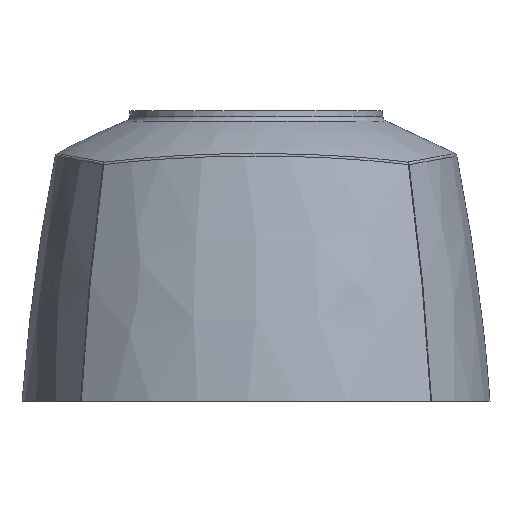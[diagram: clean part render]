
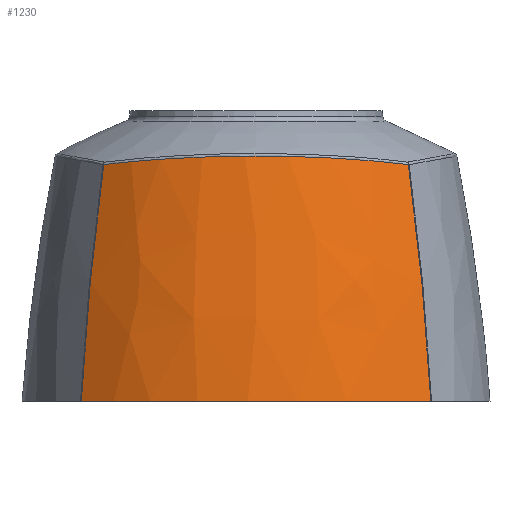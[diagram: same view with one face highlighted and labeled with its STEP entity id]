
A CAD part, front view. The second image highlights one B-rep face of the part: STEP entity #1230.
In plain terms, the highlighted free-form (B-spline) face has degree [3, 3] with [4, 4] control points.
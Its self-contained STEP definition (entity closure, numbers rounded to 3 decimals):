
#715=CARTESIAN_POINT('',(94.349,-94.737,0.));
#716=VERTEX_POINT('',#715);
#724=CARTESIAN_POINT('',(-94.349,-94.737,0.));
#725=VERTEX_POINT('',#724);
#726=CARTESIAN_POINT('',(94.349,-94.737,0.));
#727=CARTESIAN_POINT('',(0.,-166.102,0.));
#728=CARTESIAN_POINT('',(-94.349,-94.737,0.));
#729=(BOUNDED_CURVE()
B_SPLINE_CURVE(2,(#726,#727,#728),.UNSPECIFIED.,.F.,.F.)
B_SPLINE_CURVE_WITH_KNOTS((3,3),(52.897,127.103),.UNSPECIFIED.)
CURVE()
GEOMETRIC_REPRESENTATION_ITEM()
RATIONAL_B_SPLINE_CURVE((1.,0.798,1.))
REPRESENTATION_ITEM(''));
#730=EDGE_CURVE('',#716,#725,#729,.T.);
#1164=CARTESIAN_POINT('',(-83.59,-80.513,132.446));
#1165=CARTESIAN_POINT('',(-32.211,-119.375,132.446));
#1166=CARTESIAN_POINT('',(32.211,-119.375,132.446));
#1167=CARTESIAN_POINT('',(83.59,-80.513,132.446));
#1168=CARTESIAN_POINT('',(-88.659,-87.214,88.652));
#1169=CARTESIAN_POINT('',(-34.164,-128.434,88.652));
#1170=CARTESIAN_POINT('',(34.164,-128.434,88.652));
#1171=CARTESIAN_POINT('',(88.659,-87.214,88.652));
#1172=CARTESIAN_POINT('',(-92.25,-91.961,44.457));
#1173=CARTESIAN_POINT('',(-35.548,-134.849,44.457));
#1174=CARTESIAN_POINT('',(35.548,-134.849,44.457));
#1175=CARTESIAN_POINT('',(92.25,-91.961,44.457));
#1176=CARTESIAN_POINT('',(-94.349,-94.737,-0.));
#1177=CARTESIAN_POINT('',(-36.357,-138.602,-0.));
#1178=CARTESIAN_POINT('',(36.357,-138.602,-0.));
#1179=CARTESIAN_POINT('',(94.349,-94.737,-0.));
#1180=(BOUNDED_SURFACE()
B_SPLINE_SURFACE(3,3,((#1164,#1165,#1166,#1167),(#1168,#1169,#1170,#1171),(#1172,#1173,#1174,#1175),(#1176,#1177,#1178,#1179)),.UNSPECIFIED.,.F.,.F.,.U.)
B_SPLINE_SURFACE_WITH_KNOTS((4,4),(4,4),(0.007,1.),(0.006,0.994),.UNSPECIFIED.)
GEOMETRIC_REPRESENTATION_ITEM()
RATIONAL_B_SPLINE_SURFACE(((0.997,0.863,0.863,0.997),(0.996,0.862,0.862,0.996),(0.996,0.862,0.862,0.996),(0.997,0.863,0.863,0.997)))
REPRESENTATION_ITEM('')
SURFACE()
);
#1181=ORIENTED_EDGE('',*,*,#730,.F.);
#1182=CARTESIAN_POINT('',(82.206,-82.635,127.823));
#1183=VERTEX_POINT('',#1182);
#1184=CARTESIAN_POINT('',(94.349,-94.737,-0.));
#1185=CARTESIAN_POINT('',(91.948,-92.343,42.885));
#1186=CARTESIAN_POINT('',(87.899,-88.306,85.558));
#1187=CARTESIAN_POINT('',(82.206,-82.635,127.823));
#1188=B_SPLINE_CURVE_WITH_KNOTS('',3,(#1184,#1185,#1186,#1187),.UNSPECIFIED.,.F.,.F.,(4,4),(0.,1.),.UNSPECIFIED.);
#1189=EDGE_CURVE('',#716,#1183,#1188,.T.);
#1190=ORIENTED_EDGE('',*,*,#1189,.T.);
#1191=CARTESIAN_POINT('',(-82.206,-82.635,127.823));
#1192=VERTEX_POINT('',#1191);
#1193=CARTESIAN_POINT('',(82.206,-82.635,127.823));
#1194=CARTESIAN_POINT('',(76.201,-86.843,128.572));
#1195=CARTESIAN_POINT('',(69.926,-90.556,129.234));
#1196=CARTESIAN_POINT('',(63.385,-93.783,129.809));
#1197=CARTESIAN_POINT('',(56.844,-97.011,130.384));
#1198=CARTESIAN_POINT('',(49.984,-99.764,130.875));
#1199=CARTESIAN_POINT('',(43.019,-101.956,131.266));
#1200=CARTESIAN_POINT('',(36.054,-104.148,131.657));
#1201=CARTESIAN_POINT('',(28.971,-105.795,131.951));
#1202=CARTESIAN_POINT('',(21.773,-106.902,132.148));
#1203=CARTESIAN_POINT('',(14.575,-108.008,132.346));
#1204=CARTESIAN_POINT('',(7.197,-108.572,132.446));
#1205=CARTESIAN_POINT('',(-0.123,-108.566,132.445));
#1206=CARTESIAN_POINT('',(-7.443,-108.559,132.444));
#1207=CARTESIAN_POINT('',(-14.694,-107.995,132.343));
#1208=CARTESIAN_POINT('',(-21.876,-106.886,132.145));
#1209=CARTESIAN_POINT('',(-29.059,-105.777,131.947));
#1210=CARTESIAN_POINT('',(-36.212,-104.109,131.65));
#1211=CARTESIAN_POINT('',(-43.208,-101.897,131.255));
#1212=CARTESIAN_POINT('',(-50.203,-99.684,130.86));
#1213=CARTESIAN_POINT('',(-56.946,-96.964,130.375));
#1214=CARTESIAN_POINT('',(-63.446,-93.754,129.803));
#1215=CARTESIAN_POINT('',(-69.945,-90.543,129.231));
#1216=CARTESIAN_POINT('',(-76.202,-86.843,128.572));
#1217=CARTESIAN_POINT('',(-82.206,-82.635,127.823));
#1218=B_SPLINE_CURVE_WITH_KNOTS('',3,(#1193,#1194,#1195,#1196,#1197,#1198,#1199,#1200,#1201,#1202,#1203,#1204,#1205,#1206,#1207,#1208,#1209,#1210,#1211,#1212,#1213,#1214,#1215,#1216,#1217),.UNSPECIFIED.,.F.,.F.,(4,3,3,3,3,3,3,3,4),(0.,0.125,0.25,0.375,0.5,0.625,0.75,0.875,1.),.UNSPECIFIED.);
#1219=EDGE_CURVE('',#1183,#1192,#1218,.T.);
#1220=ORIENTED_EDGE('',*,*,#1219,.T.);
#1221=CARTESIAN_POINT('',(-82.206,-82.635,127.823));
#1222=CARTESIAN_POINT('',(-87.899,-88.306,85.558));
#1223=CARTESIAN_POINT('',(-91.948,-92.343,42.885));
#1224=CARTESIAN_POINT('',(-94.349,-94.737,-0.));
#1225=B_SPLINE_CURVE_WITH_KNOTS('',3,(#1221,#1222,#1223,#1224),.UNSPECIFIED.,.F.,.F.,(4,4),(0.,1.),.UNSPECIFIED.);
#1226=EDGE_CURVE('',#1192,#725,#1225,.T.);
#1227=ORIENTED_EDGE('',*,*,#1226,.T.);
#1228=EDGE_LOOP('',(#1181,#1190,#1220,#1227));
#1229=FACE_BOUND('',#1228,.T.);
#1230=ADVANCED_FACE('',(#1229),#1180,.T.);
